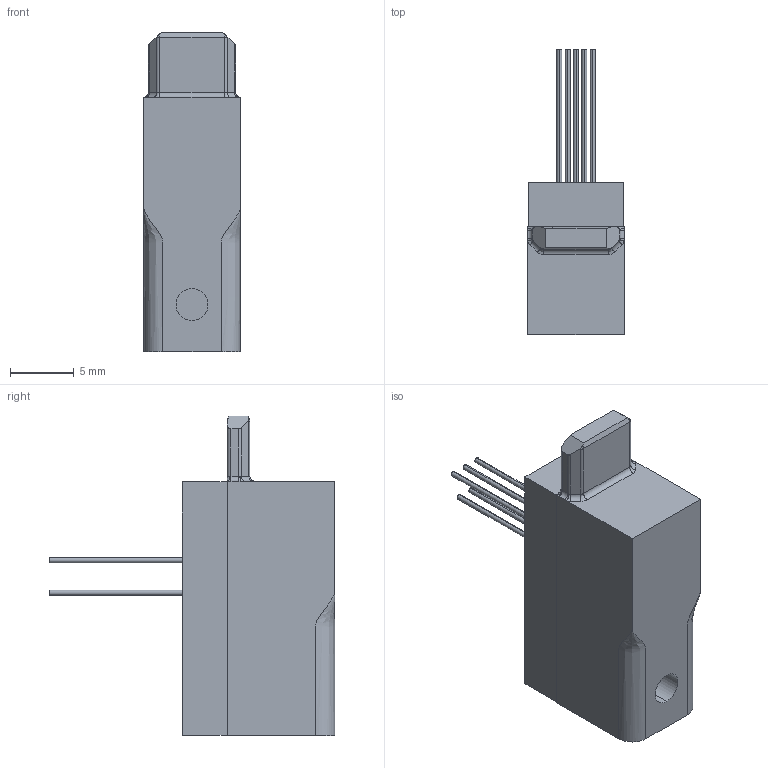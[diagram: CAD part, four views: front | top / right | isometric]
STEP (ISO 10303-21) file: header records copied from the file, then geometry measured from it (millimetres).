
FILE_DESCRIPTION (( 'STEP AP214' ), '1' );
FILE_NAME ('34816~0.STEP', '2018-01-29T06:49:41', ( '' ), ( '' ), 'SwSTEP 2.0', 'SolidWorks 2016', '' );
FILE_SCHEMA (( 'AUTOMOTIVE_DESIGN' ));
Length unit declared in the file: millimetre
Products named in the file (1): 34816~0
Bounding box: 7.55 x 22.29 x 25 mm (x, y, z)
Surface area: 1339.7 mm2 (no closed solid volume)
Topology: 0 solids, 4 shells, 149 faces, 372 edges, 235 vertices
Faces by surface type: plane 73, cylinder 46, cone 18, bspline 12
Entity records: 5133 total; most frequent: CARTESIAN_POINT 1725, ORIENTED_EDGE 738, DIRECTION 627, EDGE_CURVE 370, VERTEX_POINT 235, AXIS2_PLACEMENT_3D 232, EDGE_LOOP 166, VECTOR 163
